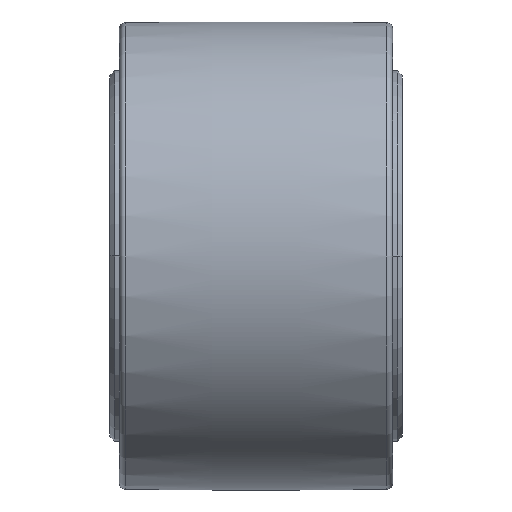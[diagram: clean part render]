
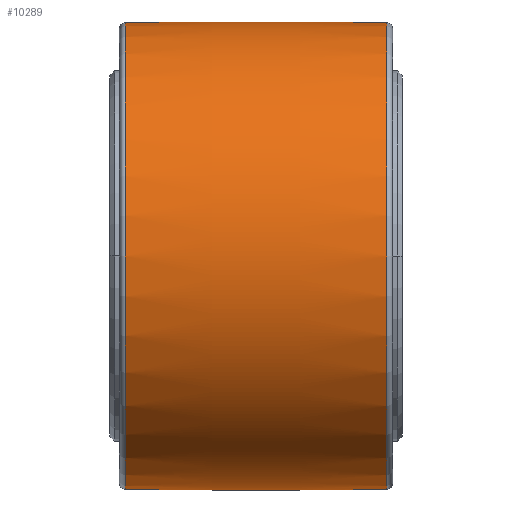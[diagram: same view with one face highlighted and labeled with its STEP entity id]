
A CAD part, front view. The second image highlights one B-rep face of the part: STEP entity #10289.
In plain terms, the highlighted toroidal (fillet/blend) face has major radius 488 mm and minor radius 500 mm.
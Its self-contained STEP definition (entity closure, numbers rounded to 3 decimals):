
#130 = AXIS2_PLACEMENT_3D ( 'NONE', #10670, #2310, #4094 ) ;
#462 = EDGE_CURVE ( 'NONE', #5202, #10288, #2121, .T. ) ;
#945 = CARTESIAN_POINT ( 'NONE',  ( 13.704, 0., 11.955 ) ) ;
#1171 = AXIS2_PLACEMENT_3D ( 'NONE', #1351, #4640, #2536 ) ;
#1192 = DIRECTION ( 'NONE',  ( 0., 1., 0. ) ) ;
#1351 = CARTESIAN_POINT ( 'NONE',  ( 7., 0., 488. ) ) ;
#1601 = CARTESIAN_POINT ( 'NONE',  ( 0.296, 0., -11.955 ) ) ;
#1777 = AXIS2_PLACEMENT_3D ( 'NONE', #2801, #10241, #1192 ) ;
#1986 = ORIENTED_EDGE ( 'NONE', *, *, #7123, .T. ) ;
#2057 = VERTEX_POINT ( 'NONE', #6271 ) ;
#2121 = CIRCLE ( 'NONE', #1777, 11.955 ) ;
#2132 = AXIS2_PLACEMENT_3D ( 'NONE', #4082, #5798, #9091 ) ;
#2310 = DIRECTION ( 'NONE',  ( 1., 0., 0. ) ) ;
#2536 = DIRECTION ( 'NONE',  ( 0., 0., -1. ) ) ;
#2801 = CARTESIAN_POINT ( 'NONE',  ( 0.296, 0., 0. ) ) ;
#2901 = DIRECTION ( 'NONE',  ( 0., 0., 1. ) ) ;
#3052 = EDGE_LOOP ( 'NONE', ( #5318, #1986, #5432, #9848 ) ) ;
#4082 = CARTESIAN_POINT ( 'NONE',  ( 7., 0., 0. ) ) ;
#4094 = DIRECTION ( 'NONE',  ( 0., 1., 0. ) ) ;
#4640 = DIRECTION ( 'NONE',  ( 0., -1., 0. ) ) ;
#4827 = CIRCLE ( 'NONE', #4991, 500. ) ;
#4991 = AXIS2_PLACEMENT_3D ( 'NONE', #5270, #7746, #2901 ) ;
#5032 = VERTEX_POINT ( 'NONE', #945 ) ;
#5202 = VERTEX_POINT ( 'NONE', #8448 ) ;
#5270 = CARTESIAN_POINT ( 'NONE',  ( 7., 0., -488. ) ) ;
#5318 = ORIENTED_EDGE ( 'NONE', *, *, #462, .T. ) ;
#5432 = ORIENTED_EDGE ( 'NONE', *, *, #7430, .F. ) ;
#5798 = DIRECTION ( 'NONE',  ( 1., 0., 0. ) ) ;
#6271 = CARTESIAN_POINT ( 'NONE',  ( 13.704, 0., -11.955 ) ) ;
#6444 = FACE_OUTER_BOUND ( 'NONE', #3052, .T. ) ;
#7123 = EDGE_CURVE ( 'NONE', #10288, #2057, #9592, .T. ) ;
#7430 = EDGE_CURVE ( 'NONE', #5032, #2057, #9265, .T. ) ;
#7746 = DIRECTION ( 'NONE',  ( 0., 1., 0. ) ) ;
#8448 = CARTESIAN_POINT ( 'NONE',  ( 0.296, 0., 11.955 ) ) ;
#8658 = EDGE_CURVE ( 'NONE', #5202, #5032, #4827, .T. ) ;
#9091 = DIRECTION ( 'NONE',  ( 0., 0., 1. ) ) ;
#9193 = TOROIDAL_SURFACE ( 'NONE', #2132, -488., 500. ) ;
#9265 = CIRCLE ( 'NONE', #130, 11.955 ) ;
#9592 = CIRCLE ( 'NONE', #1171, 500. ) ;
#9848 = ORIENTED_EDGE ( 'NONE', *, *, #8658, .F. ) ;
#10241 = DIRECTION ( 'NONE',  ( 1., 0., 0. ) ) ;
#10288 = VERTEX_POINT ( 'NONE', #1601 ) ;
#10289 = ADVANCED_FACE ( 'NONE', ( #6444 ), #9193, .T. ) ;
#10670 = CARTESIAN_POINT ( 'NONE',  ( 13.704, 0., 0. ) ) ;
